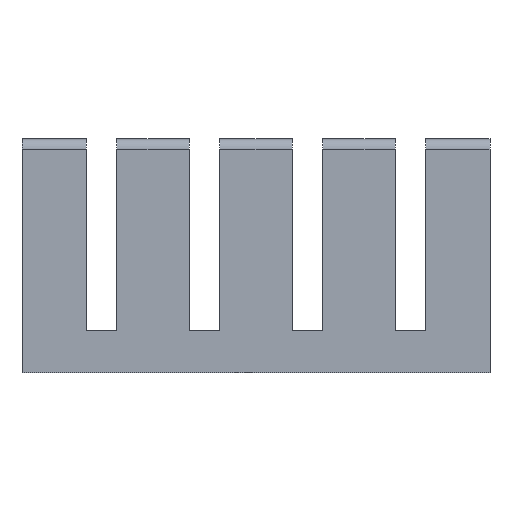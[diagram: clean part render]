
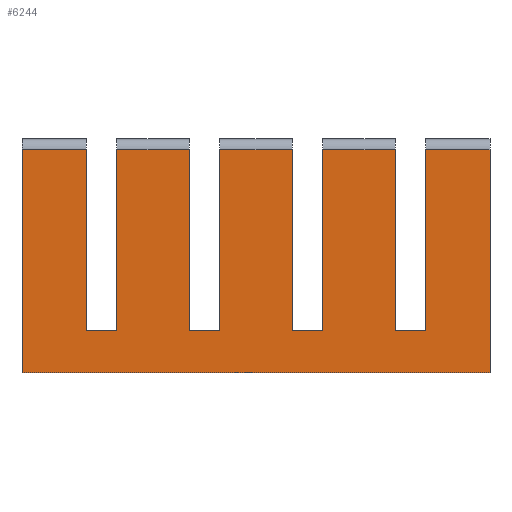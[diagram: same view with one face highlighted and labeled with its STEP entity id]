
A CAD part, front view. The second image highlights one B-rep face of the part: STEP entity #6244.
In plain terms, the highlighted planar face has unit normal (0, -1, 0).
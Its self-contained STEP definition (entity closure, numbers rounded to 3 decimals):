
#416=FACE_OUTER_BOUND('',#746,.T.);
#746=EDGE_LOOP('',(#5159,#5160,#5161,#5162,#5163,#5164,#5165,#5166,#5167,
#5168,#5169,#5170,#5171,#5172,#5173,#5174,#5175,#5176,#5177,#5178));
#872=LINE('',#8926,#1502);
#873=LINE('',#8932,#1503);
#976=LINE('',#9356,#1606);
#977=LINE('',#9362,#1607);
#1040=LINE('',#9620,#1670);
#1041=LINE('',#9626,#1671);
#1104=LINE('',#9884,#1734);
#1105=LINE('',#9890,#1735);
#1354=LINE('',#10481,#1984);
#1355=LINE('',#10482,#1985);
#1356=LINE('',#10483,#1986);
#1357=LINE('',#10485,#1987);
#1358=LINE('',#10487,#1988);
#1359=LINE('',#10489,#1989);
#1360=LINE('',#10491,#1990);
#1361=LINE('',#10492,#1991);
#1362=LINE('',#10493,#1992);
#1363=LINE('',#10494,#1993);
#1364=LINE('',#10495,#1994);
#1365=LINE('',#10496,#1995);
#1502=VECTOR('',#7026,10.);
#1503=VECTOR('',#7031,10.);
#1606=VECTOR('',#7378,10.);
#1607=VECTOR('',#7383,10.);
#1670=VECTOR('',#7594,10.);
#1671=VECTOR('',#7599,10.);
#1734=VECTOR('',#7810,10.);
#1735=VECTOR('',#7815,10.);
#1984=VECTOR('',#8520,10.);
#1985=VECTOR('',#8521,10.);
#1986=VECTOR('',#8522,10.);
#1987=VECTOR('',#8523,10.);
#1988=VECTOR('',#8524,10.);
#1989=VECTOR('',#8525,10.);
#1990=VECTOR('',#8526,10.);
#1991=VECTOR('',#8527,10.);
#1992=VECTOR('',#8528,10.);
#1993=VECTOR('',#8529,10.);
#1994=VECTOR('',#8530,10.);
#1995=VECTOR('',#8531,10.);
#2438=VERTEX_POINT('',#8914);
#2443=VERTEX_POINT('',#8924);
#2444=VERTEX_POINT('',#8928);
#2446=VERTEX_POINT('',#8931);
#2640=VERTEX_POINT('',#9344);
#2645=VERTEX_POINT('',#9354);
#2646=VERTEX_POINT('',#9358);
#2648=VERTEX_POINT('',#9361);
#2764=VERTEX_POINT('',#9608);
#2769=VERTEX_POINT('',#9618);
#2770=VERTEX_POINT('',#9622);
#2772=VERTEX_POINT('',#9625);
#2888=VERTEX_POINT('',#9872);
#2893=VERTEX_POINT('',#9882);
#2894=VERTEX_POINT('',#9886);
#2896=VERTEX_POINT('',#9889);
#3011=VERTEX_POINT('',#10484);
#3012=VERTEX_POINT('',#10486);
#3013=VERTEX_POINT('',#10488);
#3014=VERTEX_POINT('',#10490);
#3063=EDGE_CURVE('',#2438,#2443,#872,.T.);
#3065=EDGE_CURVE('',#2446,#2444,#873,.T.);
#3265=EDGE_CURVE('',#2640,#2645,#976,.T.);
#3267=EDGE_CURVE('',#2648,#2646,#977,.T.);
#3389=EDGE_CURVE('',#2764,#2769,#1040,.T.);
#3391=EDGE_CURVE('',#2772,#2770,#1041,.T.);
#3513=EDGE_CURVE('',#2888,#2893,#1104,.T.);
#3515=EDGE_CURVE('',#2896,#2894,#1105,.T.);
#3820=EDGE_CURVE('',#2443,#2446,#1354,.T.);
#3821=EDGE_CURVE('',#2764,#2444,#1355,.T.);
#3822=EDGE_CURVE('',#2769,#2772,#1356,.T.);
#3823=EDGE_CURVE('',#3011,#2770,#1357,.T.);
#3824=EDGE_CURVE('',#3011,#3012,#1358,.T.);
#3825=EDGE_CURVE('',#3012,#3013,#1359,.T.);
#3826=EDGE_CURVE('',#3014,#3013,#1360,.T.);
#3827=EDGE_CURVE('',#2888,#3014,#1361,.T.);
#3828=EDGE_CURVE('',#2893,#2896,#1362,.T.);
#3829=EDGE_CURVE('',#2640,#2894,#1363,.T.);
#3830=EDGE_CURVE('',#2645,#2648,#1364,.T.);
#3831=EDGE_CURVE('',#2438,#2646,#1365,.T.);
#5159=ORIENTED_EDGE('',*,*,#3063,.T.);
#5160=ORIENTED_EDGE('',*,*,#3820,.T.);
#5161=ORIENTED_EDGE('',*,*,#3065,.T.);
#5162=ORIENTED_EDGE('',*,*,#3821,.F.);
#5163=ORIENTED_EDGE('',*,*,#3389,.T.);
#5164=ORIENTED_EDGE('',*,*,#3822,.T.);
#5165=ORIENTED_EDGE('',*,*,#3391,.T.);
#5166=ORIENTED_EDGE('',*,*,#3823,.F.);
#5167=ORIENTED_EDGE('',*,*,#3824,.T.);
#5168=ORIENTED_EDGE('',*,*,#3825,.T.);
#5169=ORIENTED_EDGE('',*,*,#3826,.F.);
#5170=ORIENTED_EDGE('',*,*,#3827,.F.);
#5171=ORIENTED_EDGE('',*,*,#3513,.T.);
#5172=ORIENTED_EDGE('',*,*,#3828,.T.);
#5173=ORIENTED_EDGE('',*,*,#3515,.T.);
#5174=ORIENTED_EDGE('',*,*,#3829,.F.);
#5175=ORIENTED_EDGE('',*,*,#3265,.T.);
#5176=ORIENTED_EDGE('',*,*,#3830,.T.);
#5177=ORIENTED_EDGE('',*,*,#3267,.T.);
#5178=ORIENTED_EDGE('',*,*,#3831,.F.);
#5968=PLANE('',#6874);
#6244=ADVANCED_FACE('',(#416),#5968,.T.);
#6874=AXIS2_PLACEMENT_3D('',#10480,#8518,#8519);
#7026=DIRECTION('',(0.,0.,-1.));
#7031=DIRECTION('',(0.,0.,1.));
#7378=DIRECTION('',(0.,0.,-1.));
#7383=DIRECTION('',(0.,0.,1.));
#7594=DIRECTION('',(0.,0.,-1.));
#7599=DIRECTION('',(0.,0.,1.));
#7810=DIRECTION('',(0.,0.,-1.));
#7815=DIRECTION('',(0.,0.,1.));
#8518=DIRECTION('center_axis',(0.,-1.,0.));
#8519=DIRECTION('ref_axis',(0.,0.,-1.));
#8520=DIRECTION('',(-1.,0.,0.));
#8521=DIRECTION('',(1.,0.,0.));
#8522=DIRECTION('',(-1.,0.,0.));
#8523=DIRECTION('',(1.,0.,0.));
#8524=DIRECTION('',(0.,0.,-1.));
#8525=DIRECTION('',(1.,0.,0.));
#8526=DIRECTION('',(0.,0.,-1.));
#8527=DIRECTION('',(1.,0.,0.));
#8528=DIRECTION('',(-1.,0.,0.));
#8529=DIRECTION('',(1.,0.,0.));
#8530=DIRECTION('',(-1.,0.,0.));
#8531=DIRECTION('',(1.,0.,0.));
#8914=CARTESIAN_POINT('',(8.45,-10.,9.55));
#8924=CARTESIAN_POINT('',(8.45,-10.,1.8));
#8926=CARTESIAN_POINT('',(8.45,-10.,10.9));
#8928=CARTESIAN_POINT('',(7.15,-10.,9.55));
#8931=CARTESIAN_POINT('',(7.15,-10.,1.8));
#8932=CARTESIAN_POINT('',(7.15,-10.,5.9));
#9344=CARTESIAN_POINT('',(12.85,-10.,9.55));
#9354=CARTESIAN_POINT('',(12.85,-10.,1.8));
#9356=CARTESIAN_POINT('',(12.85,-10.,10.9));
#9358=CARTESIAN_POINT('',(11.55,-10.,9.55));
#9361=CARTESIAN_POINT('',(11.55,-10.,1.8));
#9362=CARTESIAN_POINT('',(11.55,-10.,5.9));
#9608=CARTESIAN_POINT('',(4.05,-10.,9.55));
#9618=CARTESIAN_POINT('',(4.05,-10.,1.8));
#9620=CARTESIAN_POINT('',(4.05,-10.,10.9));
#9622=CARTESIAN_POINT('',(2.75,-10.,9.55));
#9625=CARTESIAN_POINT('',(2.75,-10.,1.8));
#9626=CARTESIAN_POINT('',(2.75,-10.,5.9));
#9872=CARTESIAN_POINT('',(17.25,-10.,9.55));
#9882=CARTESIAN_POINT('',(17.25,-10.,1.8));
#9884=CARTESIAN_POINT('',(17.25,-10.,10.9));
#9886=CARTESIAN_POINT('',(15.95,-10.,9.55));
#9889=CARTESIAN_POINT('',(15.95,-10.,1.8));
#9890=CARTESIAN_POINT('',(15.95,-10.,5.9));
#10480=CARTESIAN_POINT('Origin',(0.,-10.,10.));
#10481=CARTESIAN_POINT('',(4.225,-10.,1.8));
#10482=CARTESIAN_POINT('',(0.,-10.,9.55));
#10483=CARTESIAN_POINT('',(2.025,-10.,1.8));
#10484=CARTESIAN_POINT('',(0.,-10.,9.55));
#10485=CARTESIAN_POINT('',(0.,-10.,9.55));
#10486=CARTESIAN_POINT('',(0.,-10.,0.));
#10487=CARTESIAN_POINT('',(0.,-10.,10.));
#10488=CARTESIAN_POINT('',(20.,-10.,0.));
#10489=CARTESIAN_POINT('',(0.,-10.,0.));
#10490=CARTESIAN_POINT('',(20.,-10.,9.55));
#10491=CARTESIAN_POINT('',(20.,-10.,10.));
#10492=CARTESIAN_POINT('',(0.,-10.,9.55));
#10493=CARTESIAN_POINT('',(8.625,-10.,1.8));
#10494=CARTESIAN_POINT('',(0.,-10.,9.55));
#10495=CARTESIAN_POINT('',(6.425,-10.,1.8));
#10496=CARTESIAN_POINT('',(0.,-10.,9.55));
